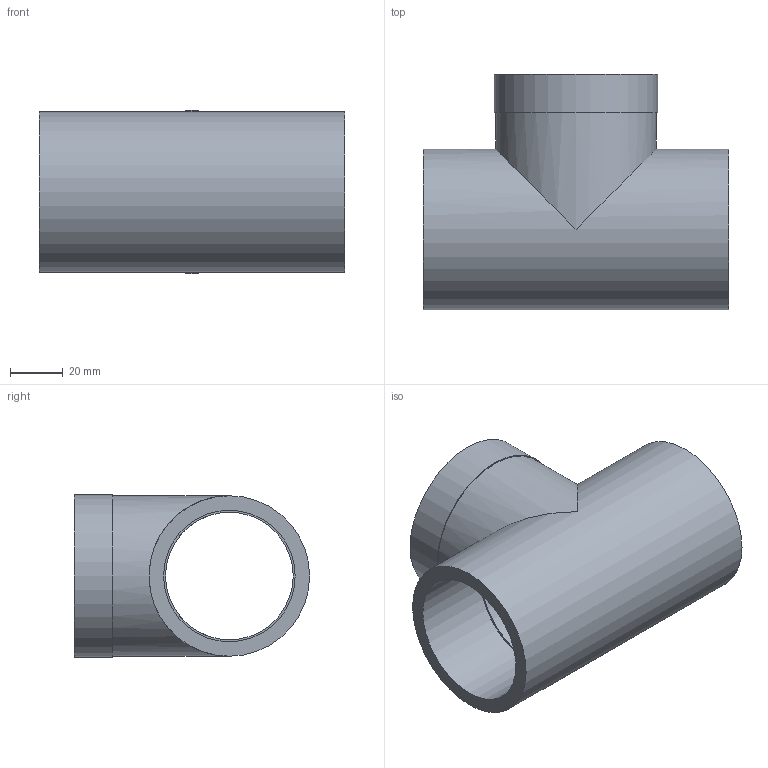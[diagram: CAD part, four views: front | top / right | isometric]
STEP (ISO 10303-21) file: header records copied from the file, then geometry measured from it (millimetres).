
FILE_DESCRIPTION(/* description */ (''),/* implementation_level */ '2;1');
FILE_NAME(/* name */ 'TIMV050112.ipt.stp',/* time_stamp */ '2014-01-07T15:46:50+01:00',/* author */ ('bfaro'),/* organization */ (''),/* preprocessor_version */ 'ST-DEVELOPER v15.2',/* originating_system */ 'Autodesk Inventor 2014',/* authorisation */ '');
FILE_SCHEMA (('AUTOMOTIVE_DESIGN { 1 0 10303 214 3 1 1 }'));
Length unit declared in the file: millimetre
Products named in the file (1): TIMV050112
Bounding box: 116 x 89.4 x 62 mm (x, y, z)
Volume: 158969.7 mm3; surface area: 51899.4 mm2
Topology: 1 solids, 1 shells, 15 faces, 32 edges, 22 vertices
Faces by surface type: cylinder 8, plane 6, cone 1
Full cylindrical faces by diameter (mm): 42.5 x1, 44.845 x1, 48.5 x1, 50 x2, 61 x2, 62.001 x1
Entity records: 554 total; most frequent: CARTESIAN_POINT 236, DIRECTION 64, ORIENTED_EDGE 34, EDGE_LOOP 32, AXIS2_PLACEMENT_3D 32, FACE_BOUND 25, VERTEX_POINT 17, EDGE_CURVE 17
